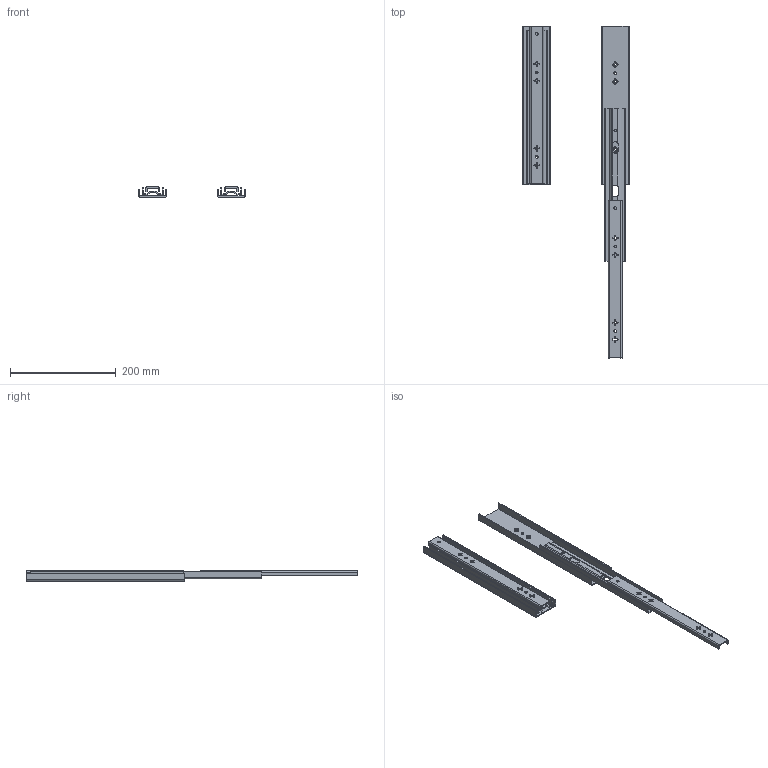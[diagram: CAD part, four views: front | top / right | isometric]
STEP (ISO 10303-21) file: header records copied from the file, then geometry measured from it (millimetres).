
FILE_DESCRIPTION( ( 'Unknown' ), '1' );
FILE_NAME( '76008-300(展長+未展長).stp', 'Unknown', ( 'Unknown' ), ( 'Unknown' ), 'PSStep 14.0', 'Unknown', ' ' );
FILE_SCHEMA( ( 'AUTOMOTIVE_DESIGN { 1 0 10303 214 1 1 1 1 }' ) );
Length unit declared in the file: millimetre
Products named in the file (6): ; 外框-300; 中框-300; 內框-300; 76008-300; Assem1
Assembly tree (8 placements, depth 3):
  Assem1
    76008-300
      外框-300
      中框-300
      內框-300
  
      外框-300
      中框-300
      內框-300
Bounding box: 202.13 x 628.25 x 19 mm (x, y, z)
Volume: 209781.8 mm3; surface area: 221156.8 mm2
Topology: 6 solids, 6 shells, 508 faces, 1526 edges, 1018 vertices
Faces by surface type: plane 240, cylinder 204, cone 64
Full cylindrical faces by diameter (mm): 5 x12
Entity records: 11030 total; most frequent: CARTESIAN_POINT 1889, ORIENTED_EDGE 1512, DIRECTION 1446, EDGE_CURVE 756, AXIS2_PLACEMENT_3D 513, VERTEX_POINT 508, LINE 420, VECTOR 420
